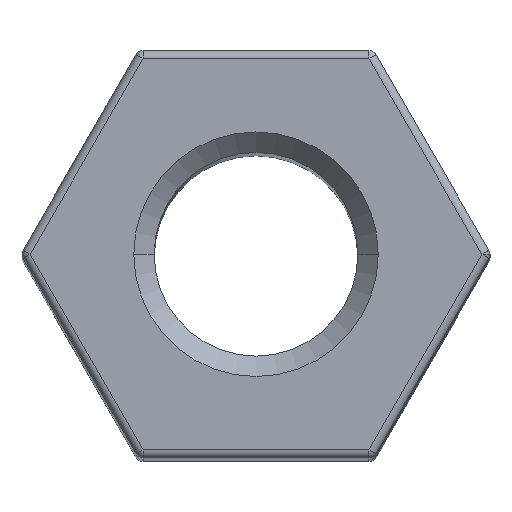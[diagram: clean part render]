
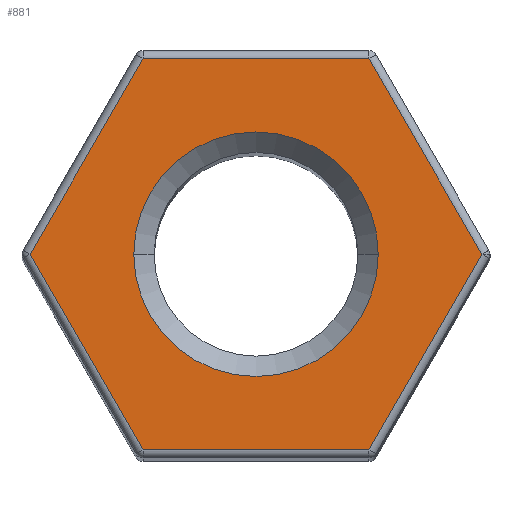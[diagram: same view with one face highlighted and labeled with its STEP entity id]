
A CAD part, top view. The second image highlights one B-rep face of the part: STEP entity #881.
In plain terms, the highlighted planar face has unit normal (0, 0, 1).
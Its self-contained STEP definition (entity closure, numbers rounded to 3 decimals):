
#3 = CARTESIAN_POINT ( 'NONE',  ( -2.8, -0.05, 25. ) ) ;
#48 = AXIS2_PLACEMENT_3D ( 'NONE', #1177, #841, #816 ) ;
#62 = EDGE_LOOP ( 'NONE', ( #738, #197, #276, #828, #1257, #278 ) ) ;
#78 = AXIS2_PLACEMENT_3D ( 'NONE', #607, #603, #445 ) ;
#90 = VECTOR ( 'NONE', #909, 1000. ) ;
#100 = CARTESIAN_POINT ( 'NONE',  ( 1.386, 2.4, 25. ) ) ;
#110 = VERTEX_POINT ( 'NONE', #1077 ) ;
#139 = LINE ( 'NONE', #801, #90 ) ;
#167 = DIRECTION ( 'NONE',  ( 0.5, 0.866, 0. ) ) ;
#171 = CARTESIAN_POINT ( 'NONE',  ( -1.386, -2.4, 25. ) ) ;
#187 = CARTESIAN_POINT ( 'NONE',  ( 2.8, 0.05, 25. ) ) ;
#191 = CARTESIAN_POINT ( 'NONE',  ( -1.357, -2.45, 25. ) ) ;
#197 = ORIENTED_EDGE ( 'NONE', *, *, #1015, .T. ) ;
#224 = FACE_OUTER_BOUND ( 'NONE', #62, .T. ) ;
#229 = VERTEX_POINT ( 'NONE', #1041 ) ;
#236 = DIRECTION ( 'NONE',  ( 0.5, -0.866, 0. ) ) ;
#247 = VERTEX_POINT ( 'NONE', #1036 ) ;
#276 = ORIENTED_EDGE ( 'NONE', *, *, #515, .T. ) ;
#278 = ORIENTED_EDGE ( 'NONE', *, *, #964, .T. ) ;
#305 = DIRECTION ( 'NONE',  ( 1., 0., 0. ) ) ;
#307 = DIRECTION ( 'NONE',  ( 0., 0., -1. ) ) ;
#309 = AXIS2_PLACEMENT_3D ( 'NONE', #311, #307, #305 ) ;
#311 = CARTESIAN_POINT ( 'NONE',  ( 0., 0., 25. ) ) ;
#343 = VECTOR ( 'NONE', #236, 1000. ) ;
#445 = DIRECTION ( 'NONE',  ( 1., 0., 0. ) ) ;
#448 = EDGE_CURVE ( 'NONE', #247, #901, #1101, .T. ) ;
#496 = ORIENTED_EDGE ( 'NONE', *, *, #970, .T. ) ;
#515 = EDGE_CURVE ( 'NONE', #990, #520, #764, .T. ) ;
#520 = VERTEX_POINT ( 'NONE', #171 ) ;
#526 = EDGE_CURVE ( 'NONE', #110, #229, #1208, .T. ) ;
#527 = CARTESIAN_POINT ( 'NONE',  ( -1.5, 0., 25. ) ) ;
#532 = EDGE_LOOP ( 'NONE', ( #735, #496 ) ) ;
#574 = VECTOR ( 'NONE', #810, 1000. ) ;
#603 = DIRECTION ( 'NONE',  ( 0., 0., -1. ) ) ;
#607 = CARTESIAN_POINT ( 'NONE',  ( 0., 0., 25. ) ) ;
#616 = CARTESIAN_POINT ( 'NONE',  ( -2.771, 0., 25. ) ) ;
#655 = CARTESIAN_POINT ( 'NONE',  ( -1.443, 2.4, 25. ) ) ;
#659 = EDGE_CURVE ( 'NONE', #1022, #833, #878, .T. ) ;
#668 = DIRECTION ( 'NONE',  ( -1., 0., 0. ) ) ;
#707 = EDGE_CURVE ( 'NONE', #520, #110, #1151, .T. ) ;
#735 = ORIENTED_EDGE ( 'NONE', *, *, #448, .T. ) ;
#738 = ORIENTED_EDGE ( 'NONE', *, *, #659, .T. ) ;
#764 = LINE ( 'NONE', #191, #343 ) ;
#801 = CARTESIAN_POINT ( 'NONE',  ( 1.357, 2.45, 25. ) ) ;
#810 = DIRECTION ( 'NONE',  ( -0.5, -0.866, 0. ) ) ;
#816 = DIRECTION ( 'NONE',  ( 1., 0., 0. ) ) ;
#828 = ORIENTED_EDGE ( 'NONE', *, *, #707, .T. ) ;
#833 = VERTEX_POINT ( 'NONE', #965 ) ;
#841 = DIRECTION ( 'NONE',  ( 0., 0., 1. ) ) ;
#878 = LINE ( 'NONE', #655, #1014 ) ;
#881 = ADVANCED_FACE ( 'NONE', ( #224, #1184 ), #928, .T. ) ;
#901 = VERTEX_POINT ( 'NONE', #527 ) ;
#909 = DIRECTION ( 'NONE',  ( -0.5, 0.866, 0. ) ) ;
#916 = VECTOR ( 'NONE', #920, 1000. ) ;
#920 = DIRECTION ( 'NONE',  ( 1., 0., 0. ) ) ;
#928 = PLANE ( 'NONE',  #48 ) ;
#964 = EDGE_CURVE ( 'NONE', #229, #1022, #139, .T. ) ;
#965 = CARTESIAN_POINT ( 'NONE',  ( -1.386, 2.4, 25. ) ) ;
#970 = EDGE_CURVE ( 'NONE', #901, #247, #1103, .T. ) ;
#980 = VECTOR ( 'NONE', #167, 1000. ) ;
#990 = VERTEX_POINT ( 'NONE', #616 ) ;
#1014 = VECTOR ( 'NONE', #668, 1000. ) ;
#1015 = EDGE_CURVE ( 'NONE', #833, #990, #1040, .T. ) ;
#1022 = VERTEX_POINT ( 'NONE', #100 ) ;
#1036 = CARTESIAN_POINT ( 'NONE',  ( 1.5, 0., 25. ) ) ;
#1040 = LINE ( 'NONE', #3, #574 ) ;
#1041 = CARTESIAN_POINT ( 'NONE',  ( 2.771, 0., 25. ) ) ;
#1077 = CARTESIAN_POINT ( 'NONE',  ( 1.386, -2.4, 25. ) ) ;
#1101 = CIRCLE ( 'NONE', #309, 1.5 ) ;
#1103 = CIRCLE ( 'NONE', #78, 1.5 ) ;
#1151 = LINE ( 'NONE', #1162, #916 ) ;
#1162 = CARTESIAN_POINT ( 'NONE',  ( 1.443, -2.4, 25. ) ) ;
#1177 = CARTESIAN_POINT ( 'NONE',  ( 2.887, 0., 25. ) ) ;
#1184 = FACE_BOUND ( 'NONE', #532, .T. ) ;
#1208 = LINE ( 'NONE', #187, #980 ) ;
#1257 = ORIENTED_EDGE ( 'NONE', *, *, #526, .T. ) ;
